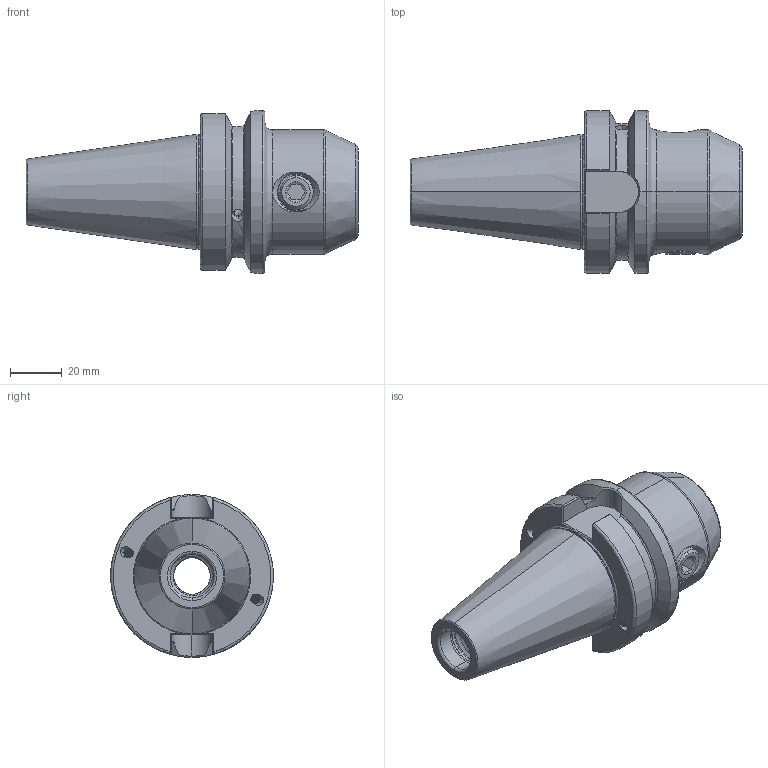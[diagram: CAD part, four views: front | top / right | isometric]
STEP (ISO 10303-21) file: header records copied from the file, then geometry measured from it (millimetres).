
FILE_DESCRIPTION (( 'STEP AP203' ), '1' );
FILE_NAME ('406.04.16.STEP', '2016-08-05T09:43:55', ( '' ), ( '' ), 'SwSTEP 2.0', 'SolidWorks 2012', '' );
FILE_SCHEMA (( 'CONFIG_CONTROL_DESIGN' ));
Length unit declared in the file: millimetre
Products named in the file (3): 側固14_M14x2_16L; 406.04.16
Assembly tree (2 placements, depth 2):
  406.04.16
    406.04.16
    側固14_M14x2_16L
Bounding box: 128.4 x 63 x 63 mm (x, y, z)
Volume: 168456.3 mm3; surface area: 32801.7 mm2
Topology: 2 solids, 2 shells, 257 faces, 690 edges, 438 vertices
Faces by surface type: cylinder 120, plane 47, torus 32, cone 29, bspline 27, sphere 2
Entity records: 21588 total; most frequent: CARTESIAN_POINT 15681, ORIENTED_EDGE 1376, DIRECTION 975, EDGE_CURVE 688, VERTEX_POINT 438, AXIS2_PLACEMENT_3D 387, EDGE_LOOP 272, ADVANCED_FACE 257
